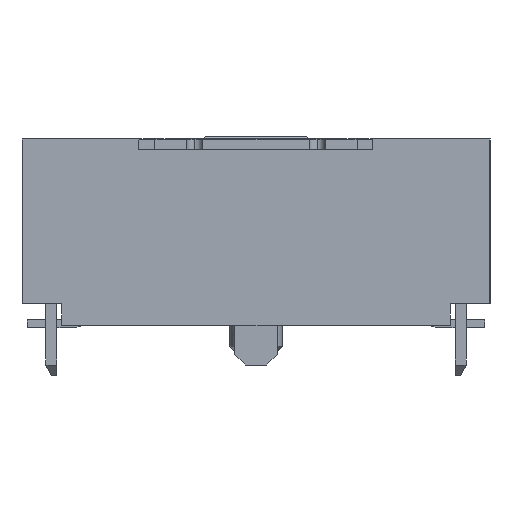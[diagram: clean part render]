
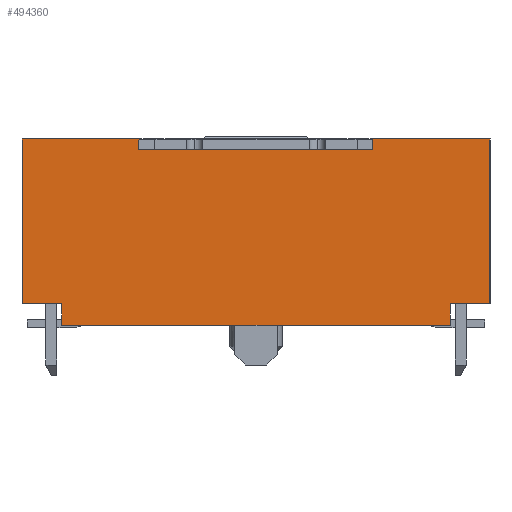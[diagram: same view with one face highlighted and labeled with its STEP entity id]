
A CAD part, left-side view. The second image highlights one B-rep face of the part: STEP entity #494360.
In plain terms, the highlighted planar face has unit normal (-1, 0, 0).
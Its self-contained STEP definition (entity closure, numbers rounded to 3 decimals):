
#51850=CARTESIAN_POINT('',(-14.8,-3.65,-3.15));
#51860=VERTEX_POINT('',#51850);
#51890=CARTESIAN_POINT('',(-14.8,0.,-3.15));
#51900=DIRECTION('',(0.,1.,0.));
#51910=VECTOR('',#51900,1.);
#51920=LINE('',#51890,#51910);
#51930=CARTESIAN_POINT('',(-14.8,-4.4,-3.15));
#51940=VERTEX_POINT('',#51930);
#51950=EDGE_CURVE('',#51940,#51860,#51920,.T.);
#59200=CARTESIAN_POINT('',(-14.8,-4.4,-0.05));
#59210=VERTEX_POINT('',#59200);
#59240=CARTESIAN_POINT('',(-14.8,0.,-0.05));
#59250=DIRECTION('',(0.,-1.,0.));
#59260=VECTOR('',#59250,1.);
#59270=LINE('',#59240,#59260);
#59280=CARTESIAN_POINT('',(-14.8,-2.2,-0.05));
#59290=VERTEX_POINT('',#59280);
#59300=EDGE_CURVE('',#59290,#59210,#59270,.T.);
#94810=CARTESIAN_POINT('',(-14.8,3.65,-3.15));
#94820=VERTEX_POINT('',#94810);
#94850=CARTESIAN_POINT('',(-14.8,3.65,0.));
#94860=DIRECTION('',(0.,0.,1.));
#94870=VECTOR('',#94860,1.);
#94880=LINE('',#94850,#94870);
#94890=CARTESIAN_POINT('',(-14.8,3.65,-3.55));
#94900=VERTEX_POINT('',#94890);
#94910=EDGE_CURVE('',#94900,#94820,#94880,.T.);
#117590=CARTESIAN_POINT('',(-14.8,-4.4,0.));
#117600=DIRECTION('',(0.,0.,-1.));
#117610=VECTOR('',#117600,1.);
#117620=LINE('',#117590,#117610);
#117630=EDGE_CURVE('',#59210,#51940,#117620,.T.);
#133090=CARTESIAN_POINT('',(-14.8,4.4,-0.05));
#133100=VERTEX_POINT('',#133090);
#133150=CARTESIAN_POINT('',(-14.8,4.4,0.));
#133160=DIRECTION('',(0.,0.,-1.));
#133170=VECTOR('',#133160,1.);
#133180=LINE('',#133150,#133170);
#133190=CARTESIAN_POINT('',(-14.8,4.4,-3.15));
#133200=VERTEX_POINT('',#133190);
#133210=EDGE_CURVE('',#133100,#133200,#133180,.T.);
#343840=CARTESIAN_POINT('',(-14.8,-2.2,0.));
#343850=DIRECTION('',(0.,0.,1.));
#343860=VECTOR('',#343850,1.);
#343870=LINE('',#343840,#343860);
#343880=CARTESIAN_POINT('',(-14.8,-2.2,-0.25));
#343890=VERTEX_POINT('',#343880);
#343900=EDGE_CURVE('',#343890,#59290,#343870,.T.);
#356420=CARTESIAN_POINT('',(-14.8,0.,-0.25));
#356430=DIRECTION('',(0.,-1.,0.));
#356440=VECTOR('',#356430,1.);
#356450=LINE('',#356420,#356440);
#356460=CARTESIAN_POINT('',(-14.8,2.2,-0.25));
#356470=VERTEX_POINT('',#356460);
#356480=EDGE_CURVE('',#356470,#343890,#356450,.T.);
#389350=CARTESIAN_POINT('',(-14.8,0.,-3.15));
#389360=DIRECTION('',(0.,1.,0.));
#389370=VECTOR('',#389360,1.);
#389380=LINE('',#389350,#389370);
#389390=EDGE_CURVE('',#94820,#133200,#389380,.T.);
#406940=CARTESIAN_POINT('',(-14.8,2.2,-0.05));
#406950=VERTEX_POINT('',#406940);
#407000=CARTESIAN_POINT('',(-14.8,0.,-0.05));
#407010=DIRECTION('',(0.,1.,0.));
#407020=VECTOR('',#407010,1.);
#407030=LINE('',#407000,#407020);
#407040=EDGE_CURVE('',#406950,#133100,#407030,.T.);
#465310=CARTESIAN_POINT('',(-14.8,-3.65,-3.55));
#465320=VERTEX_POINT('',#465310);
#465350=CARTESIAN_POINT('',(-14.8,-3.65,0.));
#465360=DIRECTION('',(0.,0.,-1.));
#465370=VECTOR('',#465360,1.);
#465380=LINE('',#465350,#465370);
#465390=EDGE_CURVE('',#51860,#465320,#465380,.T.);
#494070=CARTESIAN_POINT('',(-14.8,4.4,0.));
#494080=DIRECTION('',(-1.,0.,0.));
#494090=DIRECTION('',(0.,1.,0.));
#494100=AXIS2_PLACEMENT_3D('',#494070,#494080,#494090);
#494110=PLANE('',#494100);
#494120=CARTESIAN_POINT('',(-14.8,2.2,0.));
#494130=DIRECTION('',(0.,0.,-1.));
#494140=VECTOR('',#494130,1.);
#494150=LINE('',#494120,#494140);
#494160=EDGE_CURVE('',#406950,#356470,#494150,.T.);
#494170=ORIENTED_EDGE('',*,*,#494160,.F.);
#494180=ORIENTED_EDGE('',*,*,#356480,.F.);
#494190=ORIENTED_EDGE('',*,*,#343900,.F.);
#494200=ORIENTED_EDGE('',*,*,#59300,.F.);
#494210=ORIENTED_EDGE('',*,*,#117630,.F.);
#494220=ORIENTED_EDGE('',*,*,#51950,.F.);
#494230=ORIENTED_EDGE('',*,*,#465390,.F.);
#494240=CARTESIAN_POINT('',(-14.8,0.,-3.55));
#494250=DIRECTION('',(0.,-1.,0.));
#494260=VECTOR('',#494250,1.);
#494270=LINE('',#494240,#494260);
#494280=EDGE_CURVE('',#94900,#465320,#494270,.T.);
#494290=ORIENTED_EDGE('',*,*,#494280,.T.);
#494300=ORIENTED_EDGE('',*,*,#94910,.F.);
#494310=ORIENTED_EDGE('',*,*,#389390,.F.);
#494320=ORIENTED_EDGE('',*,*,#133210,.T.);
#494330=ORIENTED_EDGE('',*,*,#407040,.T.);
#494340=EDGE_LOOP('',(#494330,#494320,#494310,#494300,#494290,#494230,
#494220,#494210,#494200,#494190,#494180,#494170));
#494350=FACE_OUTER_BOUND('',#494340,.T.);
#494360=ADVANCED_FACE('',(#494350),#494110,.T.);
